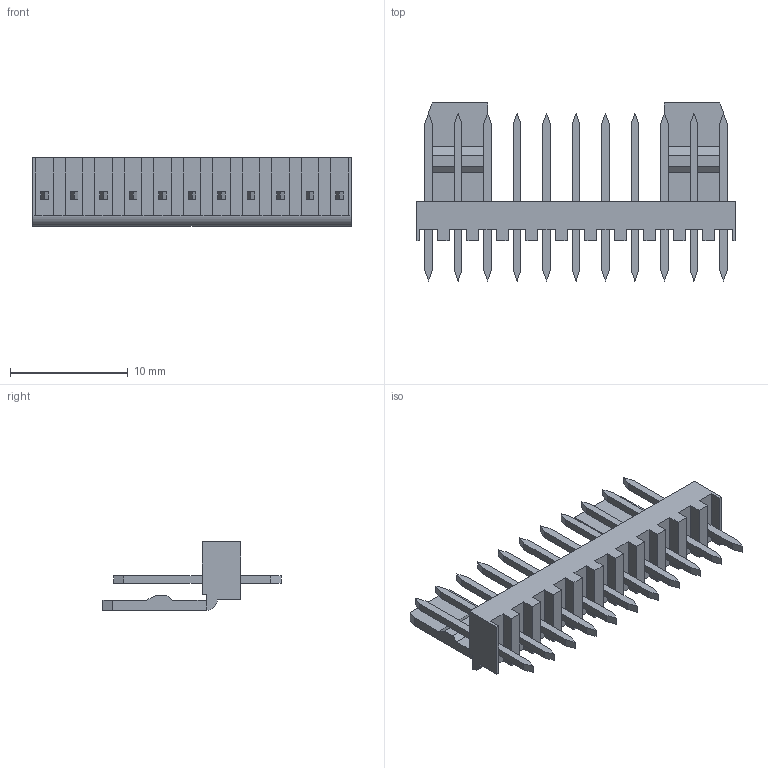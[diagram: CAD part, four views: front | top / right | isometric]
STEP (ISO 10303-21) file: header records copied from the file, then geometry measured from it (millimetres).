
FILE_DESCRIPTION((''),'2;1');
FILE_NAME('022041111','2013-12-25T',('me'),(''),'PRO/ENGINEER BY PARAMETRIC TECHNOLOGY CORPORATION, 2011490','PRO/ENGINEER BY PARAMETRIC TECHNOLOGY CORPORATION, 2011490','');
FILE_SCHEMA(('CONFIG_CONTROL_DESIGN'));
Length unit declared in the file: millimetre
Products named in the file (1): 022041111
Bounding box: 27 x 15.1 x 5.8 mm (x, y, z)
Volume: 489.9 mm3; surface area: 1151.1 mm2
Topology: 1 solids, 1 shells, 254 faces, 682 edges, 462 vertices
Faces by surface type: plane 253, cylinder 1
Entity records: 7822 total; most frequent: CARTESIAN_POINT 1378, ORIENTED_EDGE 1320, DIRECTION 1218, EDGE_CURVE 660, VECTOR 658, LINE 658, VERTEX_POINT 440, EDGE_LOOP 286
